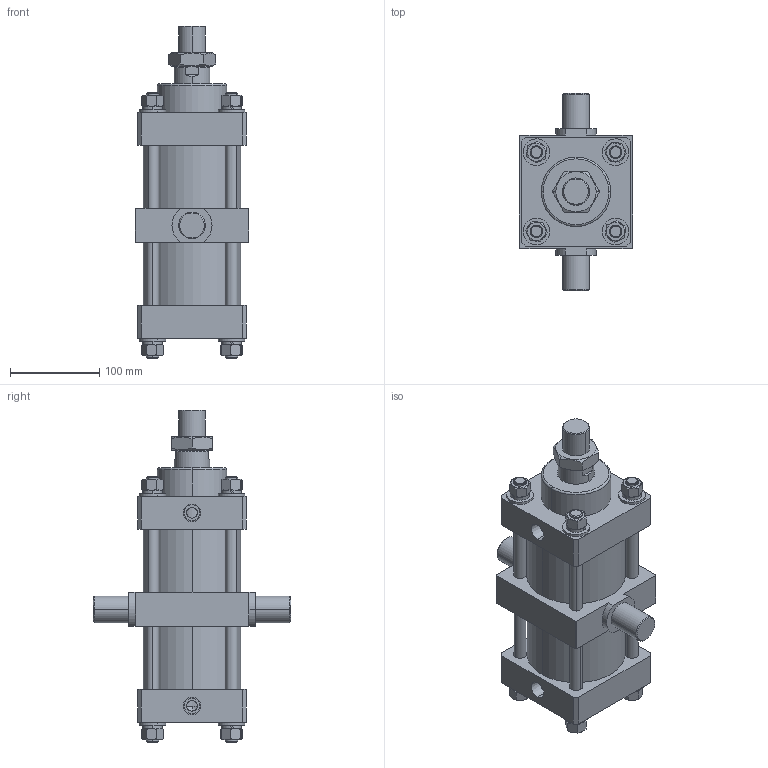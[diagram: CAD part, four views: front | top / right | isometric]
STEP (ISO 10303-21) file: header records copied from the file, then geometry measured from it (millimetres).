
FILE_DESCRIPTION (( 'STEP AP203' ), '1' );
FILE_NAME ('MOB-100-40-100-TC.STEP', '2021-04-28T05:40:09', ( '微软用户' ), ( '微软中国' ), 'SwSTEP 2.0', 'SolidWorks 2012', '' );
FILE_SCHEMA (( 'CONFIG_CONTROL_DESIGN' ));
Length unit declared in the file: millimetre
Products named in the file (12): MOB-100-40-100-TC嶺裝2; MOB-100-40-100-TC; MOB-100-40-100-TC嫉粣; plain washers--product grade c gb_GB_FASTENER_WASHER_SMWC 16; spring lock washers--normal type gb_GB_FASTENER_WASHER_SW 14; hex nuts 1-fine pitch-grades ab gb_GB_FASTENER_NUT_SNAB1XY M14X1.5-C; hex thin nuts grades ab gb_GB_FASTENER_NUT_STNABTT  B M30X2.0-N; MOB-100-40-100綴裔; MOB-100-40-100掛极; MOB-100-40-100前盖; MOB-100-40-100活塞杆; MOB-100-40-100-TC嶺裝
Assembly tree (38 placements, depth 2):
  MOB-100-40-100-TC
    MOB-100-40-100綴裔
    MOB-100-40-100掛极
    MOB-100-40-100前盖
    MOB-100-40-100活塞杆
    MOB-100-40-100-TC嶺裝  x4
    hex nuts 1-fine pitch-grades ab gb_GB_FASTENER_NUT_SNAB1XY M14X1.5-C  x8
    spring lock washers--normal type gb_GB_FASTENER_WASHER_SW 14  x8
    hex thin nuts grades ab gb_GB_FASTENER_NUT_STNABTT  B M30X2.0-N
    plain washers--product grade c gb_GB_FASTENER_WASHER_SMWC 16  x8
    MOB-100-40-100-TC嫉粣
    MOB-100-40-100-TC嶺裝2  x4
Bounding box: 128 x 222 x 373 mm (x, y, z)
Volume: 2642986.5 mm3; surface area: 478148.3 mm2
Topology: 38 solids, 38 shells, 518 faces, 1151 edges, 721 vertices
Faces by surface type: plane 192, cylinder 182, cone 134, torus 10
Entity records: 9225 total; most frequent: CARTESIAN_POINT 1638, DIRECTION 1286, ORIENTED_EDGE 1070, EDGE_CURVE 535, AXIS2_PLACEMENT_3D 520, VERTEX_POINT 337, EDGE_LOOP 284, CIRCLE 247
